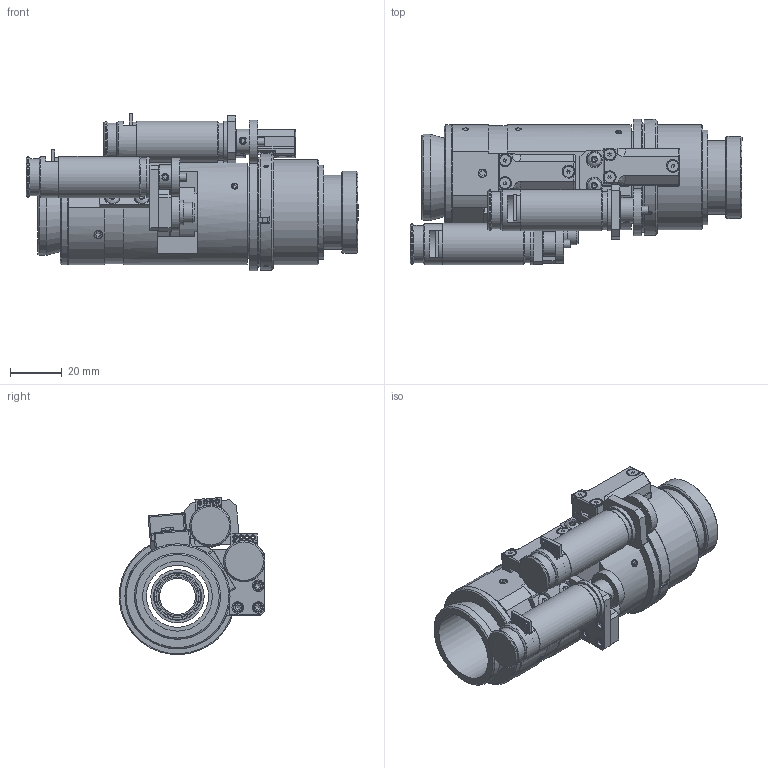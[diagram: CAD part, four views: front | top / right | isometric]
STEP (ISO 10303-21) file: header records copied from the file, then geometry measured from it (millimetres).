
FILE_DESCRIPTION((''),'2;1');
FILE_NAME('62316_0.stp','2009-01-09T09:44:57',('PODLENA'),(''),'Autodesk Inventor 2009','Autodesk Inventor 2009','');
FILE_SCHEMA(('AUTOMOTIVE_DESIGN { 1 0 10303 214 1 1 1 1 }'));
Length unit declared in the file: inch
Products named in the file (54): Assembly2 (LevelofDetail1); 62316.iam (~1); 7036; 7015; 60064; 7273; 62327; 62328; 7448; 62329; 7449; 62514-12mmUltra.iam (~1); 60404; 62321; 62322; 62330; 62325; 60403-R; 60398; 7040; 7326; 7004; 7108; 60399-R; 60400; 7183; 60219M; 5402; 7008; 60562; 60220; 60221; 60561; 60449-R; 62513; 62323; 7007; 62564; 60976; 62326 ...
Assembly tree (83 placements, depth 5):
  Assembly2 (LevelofDetail1)
    62316.iam (~1)
      7036  x4
      7015  x2
      60064
      7273  x2
      62327  x2
      62328
      7448  x2
      62329
      7449  x4
      62514-12mmUltra.iam (~1)
        60404
        62321
        62322
          62330
          62325  x2
          60403-R
        60398
        7036  x3
        7040  x4
        7326  x2
        7004
        7108  x3
        60399-R
        60400
        7183
        62325  x2
      60219M
        5402
        7008
        60562
        60220
        60221
        60561
        60449-R
      62513
        62325  x2
        62323
        7007  x3
      62564
        60976
        62326
          62326-1
          DN6848S  x2
          ECS-T1CY105R
          ECJ-2VF1H104Z
        62804
      62565
        60976
        62326
          62326-1
          DN6848S  x2
          ECS-T1CY105R
          ECJ-2VF1H104Z
        62804
      62852-R
        62852-R-1
        62852-R-2
      61337-R
Bounding box: 128.47 x 56.34 x 60.82 mm (x, y, z)
Volume: 101546.4 mm3; surface area: 89307.4 mm2
Topology: 77 solids, 82 shells, 2574 faces, 6467 edges, 4237 vertices
Faces by surface type: plane 1666, bspline 478, cylinder 286, cone 121, sphere 22, torus 1
Full cylindrical faces by diameter (mm): 1.016 x8, 2.159 x7, 2.184 x30, 2.54 x1, 2.845 x17, 2.997 x4, 3.302 x3, 3.556 x8, 3.785 x1, 4.166 x4, 4.267 x6, 4.75 x2, 4.757 x3, 4.78 x2, 6.35 x2, 7.01 x3, 7.938 x1, 9.525 x3, 10.109 x2, 10.16 x3, 13.97 x2, 14.11 x1, 14.122 x1, 14.351 x2, 14.503 x2, 14.808 x2, 14.986 x2, 15.011 x3, 15.824 x1, 15.875 x5
Entity records: 47611 total; most frequent: CARTESIAN_POINT 15316, ORIENTED_EDGE 6172, DIRECTION 5618, EDGE_CURVE 3091, VERTEX_POINT 2190, VECTOR 1970, LINE 1970, EDGE_LOOP 1935
